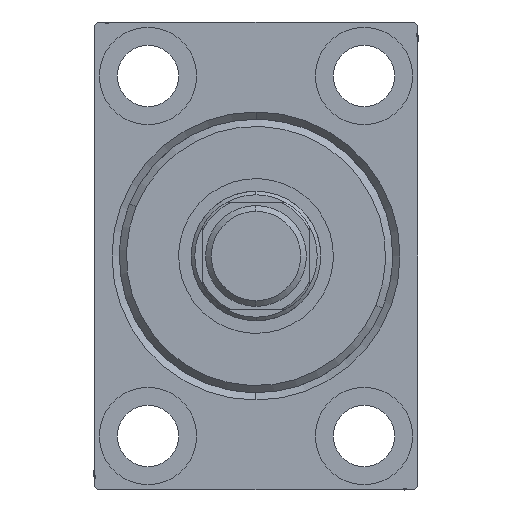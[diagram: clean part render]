
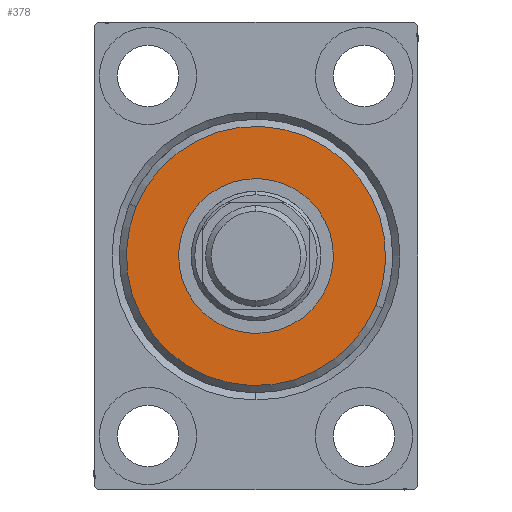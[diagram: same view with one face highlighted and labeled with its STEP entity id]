
A CAD part, left-side view. The second image highlights one B-rep face of the part: STEP entity #378.
In plain terms, the highlighted face is planar.
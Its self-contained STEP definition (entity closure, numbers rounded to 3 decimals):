
#378 = ADVANCED_FACE ( 'NONE', ( #24318, #18268 ), #38679, .T. ) ;
#2098 = EDGE_LOOP ( 'NONE', ( #16567, #40622 ) ) ;
#3250 = EDGE_CURVE ( 'NONE', #15573, #42068, #30281, .T. ) ;
#4339 = DIRECTION ( 'NONE',  ( 1., 0., 0. ) ) ;
#6906 = CARTESIAN_POINT ( 'NONE',  ( 3., 0., -18. ) ) ;
#12617 = ORIENTED_EDGE ( 'NONE', *, *, #19195, .T. ) ;
#13091 = CARTESIAN_POINT ( 'NONE',  ( 3., 0., 0. ) ) ;
#13242 = AXIS2_PLACEMENT_3D ( 'NONE', #22616, #19255, #26205 ) ;
#14295 = CARTESIAN_POINT ( 'NONE',  ( 3., 0., 18. ) ) ;
#14657 = CARTESIAN_POINT ( 'NONE',  ( 3., 0., 0. ) ) ;
#15573 = VERTEX_POINT ( 'NONE', #17062 ) ;
#15909 = CIRCLE ( 'NONE', #21651, 18. ) ;
#16567 = ORIENTED_EDGE ( 'NONE', *, *, #3250, .T. ) ;
#16918 = DIRECTION ( 'NONE',  ( 0., 0., -1. ) ) ;
#17062 = CARTESIAN_POINT ( 'NONE',  ( 3., 0., 10.75 ) ) ;
#18268 = FACE_BOUND ( 'NONE', #2098, .T. ) ;
#19195 = EDGE_CURVE ( 'NONE', #24536, #38077, #40114, .T. ) ;
#19255 = DIRECTION ( 'NONE',  ( -1., 0., 0. ) ) ;
#19346 = EDGE_LOOP ( 'NONE', ( #28026, #12617 ) ) ;
#21525 = AXIS2_PLACEMENT_3D ( 'NONE', #23388, #37079, #43590 ) ;
#21651 = AXIS2_PLACEMENT_3D ( 'NONE', #14657, #28953, #34408 ) ;
#22616 = CARTESIAN_POINT ( 'NONE',  ( 3., 0., 0. ) ) ;
#23388 = CARTESIAN_POINT ( 'NONE',  ( 3., 0., 0. ) ) ;
#24318 = FACE_OUTER_BOUND ( 'NONE', #19346, .T. ) ;
#24378 = EDGE_CURVE ( 'NONE', #38077, #24536, #15909, .T. ) ;
#24536 = VERTEX_POINT ( 'NONE', #6906 ) ;
#26205 = DIRECTION ( 'NONE',  ( 0., 0., -1. ) ) ;
#28026 = ORIENTED_EDGE ( 'NONE', *, *, #24378, .T. ) ;
#28953 = DIRECTION ( 'NONE',  ( 1., 0., 0. ) ) ;
#30281 = CIRCLE ( 'NONE', #35920, 10.75 ) ;
#31510 = DIRECTION ( 'NONE',  ( 0., 0., -1. ) ) ;
#32604 = CIRCLE ( 'NONE', #13242, 10.75 ) ;
#32847 = EDGE_CURVE ( 'NONE', #42068, #15573, #32604, .T. ) ;
#33778 = AXIS2_PLACEMENT_3D ( 'NONE', #42049, #4339, #31510 ) ;
#34408 = DIRECTION ( 'NONE',  ( 0., 0., -1. ) ) ;
#35920 = AXIS2_PLACEMENT_3D ( 'NONE', #13091, #40471, #16918 ) ;
#37079 = DIRECTION ( 'NONE',  ( 1., 0., 0. ) ) ;
#38077 = VERTEX_POINT ( 'NONE', #14295 ) ;
#38679 = PLANE ( 'NONE',  #33778 ) ;
#40114 = CIRCLE ( 'NONE', #21525, 18. ) ;
#40471 = DIRECTION ( 'NONE',  ( -1., 0., 0. ) ) ;
#40622 = ORIENTED_EDGE ( 'NONE', *, *, #32847, .T. ) ;
#40997 = CARTESIAN_POINT ( 'NONE',  ( 3., 0., -10.75 ) ) ;
#42049 = CARTESIAN_POINT ( 'NONE',  ( 3., 0., 0. ) ) ;
#42068 = VERTEX_POINT ( 'NONE', #40997 ) ;
#43590 = DIRECTION ( 'NONE',  ( 0., 0., -1. ) ) ;
